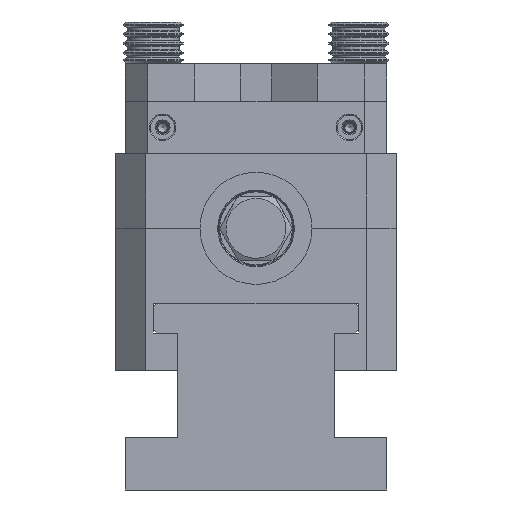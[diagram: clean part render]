
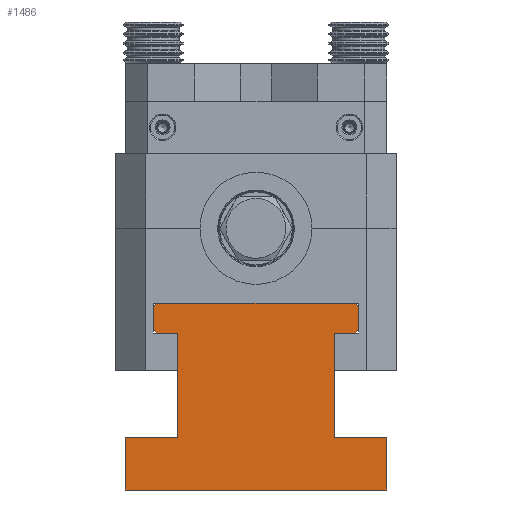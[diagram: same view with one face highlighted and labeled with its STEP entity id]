
A CAD part, left-side view. The second image highlights one B-rep face of the part: STEP entity #1486.
In plain terms, the highlighted planar face has unit normal (-1, 0, 0).
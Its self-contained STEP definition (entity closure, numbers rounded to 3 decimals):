
#740=PLANE('',#13069);
#1076=FACE_OUTER_BOUND('',#6066,.T.);
#1486=ADVANCED_FACE('',(#1076),#740,.T.);
#3268=LINE('',#19119,#3994);
#3286=LINE('',#19166,#4012);
#3287=LINE('',#19168,#4013);
#3293=LINE('',#19185,#4019);
#3299=LINE('',#19198,#4025);
#3300=LINE('',#19200,#4026);
#3301=LINE('',#19203,#4027);
#3302=LINE('',#19205,#4028);
#3303=LINE('',#19207,#4029);
#3304=LINE('',#19209,#4030);
#3305=LINE('',#19210,#4031);
#3306=LINE('',#19212,#4032);
#3307=LINE('',#19214,#4033);
#3308=LINE('',#19216,#4034);
#3309=LINE('',#19217,#4035);
#3310=LINE('',#19218,#4036);
#3994=VECTOR('',#15249,1.);
#4012=VECTOR('',#15287,1.);
#4013=VECTOR('',#15290,1.);
#4019=VECTOR('',#15302,1.);
#4025=VECTOR('',#15310,1.);
#4026=VECTOR('',#15313,1.);
#4027=VECTOR('',#15314,1.);
#4028=VECTOR('',#15315,1.);
#4029=VECTOR('',#15316,1.);
#4030=VECTOR('',#15317,1.);
#4031=VECTOR('',#15318,1.);
#4032=VECTOR('',#15319,1.);
#4033=VECTOR('',#15320,1.);
#4034=VECTOR('',#15321,1.);
#4035=VECTOR('',#15322,1.);
#4036=VECTOR('',#15323,1.);
#6066=EDGE_LOOP('',(#8068,#8069,#8070,#8071,#8072,#8073,#8074,#8075,#8076,
#8077,#8078,#8079,#8080,#8081,#8082,#8083));
#8068=ORIENTED_EDGE('',*,*,#11662,.F.);
#8069=ORIENTED_EDGE('',*,*,#11663,.T.);
#8070=ORIENTED_EDGE('',*,*,#11664,.F.);
#8071=ORIENTED_EDGE('',*,*,#11665,.F.);
#8072=ORIENTED_EDGE('',*,*,#11666,.F.);
#8073=ORIENTED_EDGE('',*,*,#11622,.F.);
#8074=ORIENTED_EDGE('',*,*,#11646,.T.);
#8075=ORIENTED_EDGE('',*,*,#11661,.T.);
#8076=ORIENTED_EDGE('',*,*,#11667,.F.);
#8077=ORIENTED_EDGE('',*,*,#11668,.F.);
#8078=ORIENTED_EDGE('',*,*,#11669,.F.);
#8079=ORIENTED_EDGE('',*,*,#11670,.T.);
#8080=ORIENTED_EDGE('',*,*,#11647,.T.);
#8081=ORIENTED_EDGE('',*,*,#11671,.T.);
#8082=ORIENTED_EDGE('',*,*,#11655,.T.);
#8083=ORIENTED_EDGE('',*,*,#11672,.T.);
#10344=VERTEX_POINT('',#19118);
#10345=VERTEX_POINT('',#19120);
#10363=VERTEX_POINT('',#19165);
#10364=VERTEX_POINT('',#19169);
#10365=VERTEX_POINT('',#19170);
#10372=VERTEX_POINT('',#19186);
#10373=VERTEX_POINT('',#19187);
#10377=VERTEX_POINT('',#19197);
#10378=VERTEX_POINT('',#19201);
#10379=VERTEX_POINT('',#19202);
#10380=VERTEX_POINT('',#19204);
#10381=VERTEX_POINT('',#19206);
#10382=VERTEX_POINT('',#19208);
#10383=VERTEX_POINT('',#19211);
#10384=VERTEX_POINT('',#19213);
#10385=VERTEX_POINT('',#19215);
#11622=EDGE_CURVE('',#10344,#10345,#3268,.T.);
#11646=EDGE_CURVE('',#10344,#10363,#3286,.T.);
#11647=EDGE_CURVE('',#10364,#10365,#3287,.T.);
#11655=EDGE_CURVE('',#10372,#10373,#3293,.T.);
#11661=EDGE_CURVE('',#10363,#10377,#3299,.T.);
#11662=EDGE_CURVE('',#10378,#10379,#3300,.T.);
#11663=EDGE_CURVE('',#10378,#10380,#3301,.T.);
#11664=EDGE_CURVE('',#10381,#10380,#3302,.T.);
#11665=EDGE_CURVE('',#10382,#10381,#3303,.T.);
#11666=EDGE_CURVE('',#10345,#10382,#3304,.T.);
#11667=EDGE_CURVE('',#10383,#10377,#3305,.T.);
#11668=EDGE_CURVE('',#10384,#10383,#3306,.T.);
#11669=EDGE_CURVE('',#10385,#10384,#3307,.T.);
#11670=EDGE_CURVE('',#10385,#10364,#3308,.T.);
#11671=EDGE_CURVE('',#10365,#10372,#3309,.T.);
#11672=EDGE_CURVE('',#10373,#10379,#3310,.T.);
#13069=AXIS2_PLACEMENT_3D('',#19219,#15324,#15325);
#15249=DIRECTION('',(0.,0.,1.));
#15287=DIRECTION('',(0.,-1.,0.));
#15290=DIRECTION('',(0.,0.,1.));
#15302=DIRECTION('',(0.,1.,0.));
#15310=DIRECTION('',(0.,0.,1.));
#15313=DIRECTION('',(0.,0.,1.));
#15314=DIRECTION('',(0.,-0.707,-0.707));
#15315=DIRECTION('',(0.,1.,0.));
#15316=DIRECTION('',(0.,0.,1.));
#15317=DIRECTION('',(0.,-1.,0.));
#15318=DIRECTION('',(0.,-1.,0.));
#15319=DIRECTION('',(0.,0.,-1.));
#15320=DIRECTION('',(0.,1.,0.));
#15321=DIRECTION('',(0.,-0.707,0.707));
#15322=DIRECTION('',(0.,0.707,0.707));
#15323=DIRECTION('',(0.,0.707,-0.707));
#15324=DIRECTION('',(-1.,0.,0.));
#15325=DIRECTION('',(0.,0.,1.));
#19118=CARTESIAN_POINT('',(-372.,35.,-105.6));
#19119=CARTESIAN_POINT('',(-372.,35.,-105.8));
#19120=CARTESIAN_POINT('',(-372.,35.,-91.6));
#19165=CARTESIAN_POINT('',(-372.,-35.,-105.6));
#19166=CARTESIAN_POINT('',(-372.,0.,-105.6));
#19168=CARTESIAN_POINT('',(-372.,-27.5,-105.8));
#19169=CARTESIAN_POINT('',(-372.,-27.5,-62.7));
#19170=CARTESIAN_POINT('',(-372.,-27.5,-56.5));
#19185=CARTESIAN_POINT('',(-372.,0.,-55.6));
#19186=CARTESIAN_POINT('',(-372.,-26.6,-55.6));
#19187=CARTESIAN_POINT('',(-372.,26.6,-55.6));
#19197=CARTESIAN_POINT('',(-372.,-35.,-91.6));
#19198=CARTESIAN_POINT('',(-372.,-35.,-105.8));
#19200=CARTESIAN_POINT('',(-372.,27.5,-105.8));
#19201=CARTESIAN_POINT('',(-372.,27.5,-62.7));
#19202=CARTESIAN_POINT('',(-372.,27.5,-56.5));
#19203=CARTESIAN_POINT('',(-372.,-7.8,-98.));
#19204=CARTESIAN_POINT('',(-372.,26.6,-63.6));
#19205=CARTESIAN_POINT('',(-372.,0.,-63.6));
#19206=CARTESIAN_POINT('',(-372.,21.,-63.6));
#19207=CARTESIAN_POINT('',(-372.,21.,-105.8));
#19208=CARTESIAN_POINT('',(-372.,21.,-91.6));
#19209=CARTESIAN_POINT('',(-372.,0.,-91.6));
#19210=CARTESIAN_POINT('',(-372.,0.,-91.6));
#19211=CARTESIAN_POINT('',(-372.,-21.,-91.6));
#19212=CARTESIAN_POINT('',(-372.,-21.,-105.8));
#19213=CARTESIAN_POINT('',(-372.,-21.,-63.6));
#19214=CARTESIAN_POINT('',(-372.,0.,-63.6));
#19215=CARTESIAN_POINT('',(-372.,-26.6,-63.6));
#19216=CARTESIAN_POINT('',(-372.,7.8,-98.));
#19217=CARTESIAN_POINT('',(-372.,-38.4,-67.4));
#19218=CARTESIAN_POINT('',(-372.,38.4,-67.4));
#19219=CARTESIAN_POINT('',(-372.,0.,-105.8));
